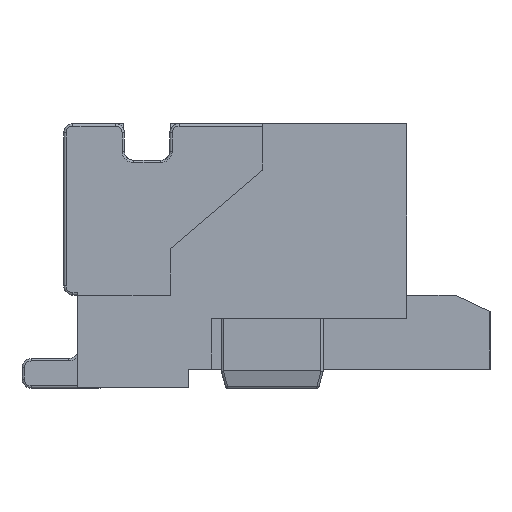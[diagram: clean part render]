
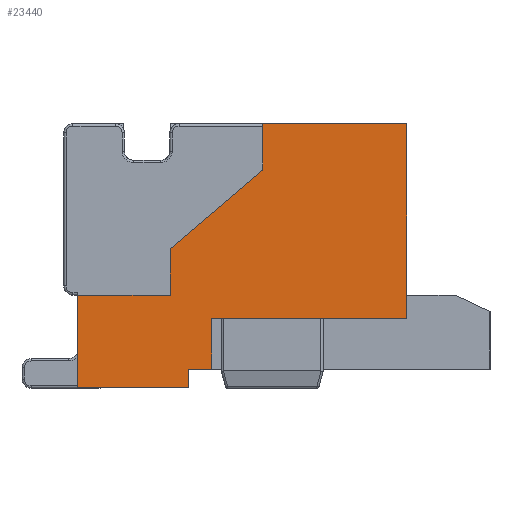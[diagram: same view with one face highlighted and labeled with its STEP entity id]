
A CAD part, left-side view. The second image highlights one B-rep face of the part: STEP entity #23440.
In plain terms, the highlighted planar face has unit normal (-1, 0, 0).
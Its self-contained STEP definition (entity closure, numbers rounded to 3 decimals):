
#174 = PLANE ( 'NONE',  #9687 ) ;
#1178 = VERTEX_POINT ( 'NONE', #17924 ) ;
#1986 = CARTESIAN_POINT ( 'NONE',  ( -15., 4.2, 5.7 ) ) ;
#3024 = VECTOR ( 'NONE', #31830, 1000. ) ;
#3563 = VERTEX_POINT ( 'NONE', #29928 ) ;
#4054 = CARTESIAN_POINT ( 'NONE',  ( -15., 1.3, 1.5 ) ) ;
#4113 = ORIENTED_EDGE ( 'NONE', *, *, #24766, .F. ) ;
#4347 = VERTEX_POINT ( 'NONE', #47334 ) ;
#4356 = ORIENTED_EDGE ( 'NONE', *, *, #7272, .F. ) ;
#5335 = EDGE_CURVE ( 'NONE', #38210, #1178, #41187, .T. ) ;
#5896 = VECTOR ( 'NONE', #15177, 1000. ) ;
#6437 = DIRECTION ( 'NONE',  ( 0., 0., -1. ) ) ;
#6772 = VECTOR ( 'NONE', #48505, 1000. ) ;
#7272 = EDGE_CURVE ( 'NONE', #31656, #4347, #37184, .T. ) ;
#7280 = LINE ( 'NONE', #48606, #42729 ) ;
#8850 = ORIENTED_EDGE ( 'NONE', *, *, #5335, .T. ) ;
#9181 = ORIENTED_EDGE ( 'NONE', *, *, #16745, .F. ) ;
#9656 = CARTESIAN_POINT ( 'NONE',  ( -15., 1.8, 0.4 ) ) ;
#9687 = AXIS2_PLACEMENT_3D ( 'NONE', #48399, #47922, #21874 ) ;
#10450 = CARTESIAN_POINT ( 'NONE',  ( -15., 4.2, 5.7 ) ) ;
#11191 = LINE ( 'NONE', #10450, #40074 ) ;
#11358 = CARTESIAN_POINT ( 'NONE',  ( -15., 1.8, 0.4 ) ) ;
#11659 = LINE ( 'NONE', #18832, #35150 ) ;
#14197 = DIRECTION ( 'NONE',  ( 0., -0.762, 0.648 ) ) ;
#14823 = VECTOR ( 'NONE', #18561, 1000. ) ;
#14900 = DIRECTION ( 'NONE',  ( 0., 0., 1. ) ) ;
#15177 = DIRECTION ( 'NONE',  ( 0., 0., -1. ) ) ;
#16745 = EDGE_CURVE ( 'NONE', #38210, #35486, #18876, .T. ) ;
#16756 = LINE ( 'NONE', #1986, #3024 ) ;
#17212 = EDGE_CURVE ( 'NONE', #17447, #18260, #31018, .T. ) ;
#17447 = VERTEX_POINT ( 'NONE', #46391 ) ;
#17580 = CARTESIAN_POINT ( 'NONE',  ( -15., 4.2, 2. ) ) ;
#17690 = EDGE_CURVE ( 'NONE', #3563, #27326, #11659, .T. ) ;
#17924 = CARTESIAN_POINT ( 'NONE',  ( -15., -2.9, 1.5 ) ) ;
#18260 = VERTEX_POINT ( 'NONE', #23133 ) ;
#18508 = CARTESIAN_POINT ( 'NONE',  ( -15., 4.2, 0. ) ) ;
#18561 = DIRECTION ( 'NONE',  ( 0., -1., 0. ) ) ;
#18832 = CARTESIAN_POINT ( 'NONE',  ( -15., 0.2, 5.7 ) ) ;
#18847 = ORIENTED_EDGE ( 'NONE', *, *, #43528, .T. ) ;
#18876 = LINE ( 'NONE', #33913, #5896 ) ;
#21331 = VECTOR ( 'NONE', #36108, 1000. ) ;
#21535 = ORIENTED_EDGE ( 'NONE', *, *, #26056, .T. ) ;
#21874 = DIRECTION ( 'NONE',  ( 0., 0., -1. ) ) ;
#23133 = CARTESIAN_POINT ( 'NONE',  ( -15., 2.2, 3. ) ) ;
#23440 = ADVANCED_FACE ( 'NONE', ( #36910 ), #174, .F. ) ;
#23616 = DIRECTION ( 'NONE',  ( 0., 0., 1. ) ) ;
#23672 = EDGE_CURVE ( 'NONE', #18260, #3563, #7280, .T. ) ;
#23781 = LINE ( 'NONE', #38562, #42725 ) ;
#24122 = VECTOR ( 'NONE', #23616, 1000. ) ;
#24766 = EDGE_CURVE ( 'NONE', #44230, #17447, #23781, .T. ) ;
#25209 = CARTESIAN_POINT ( 'NONE',  ( -15., 1.3, 1.5 ) ) ;
#26056 = EDGE_CURVE ( 'NONE', #30498, #4347, #36745, .T. ) ;
#26854 = CARTESIAN_POINT ( 'NONE',  ( -15., 2.2, 3. ) ) ;
#26998 = ORIENTED_EDGE ( 'NONE', *, *, #46018, .F. ) ;
#27166 = DIRECTION ( 'NONE',  ( 0., -1., 0. ) ) ;
#27326 = VERTEX_POINT ( 'NONE', #43652 ) ;
#28735 = CARTESIAN_POINT ( 'NONE',  ( -15., -2.9, 1.5 ) ) ;
#29364 = EDGE_LOOP ( 'NONE', ( #43194, #42350, #41138, #47259, #4113, #33617, #21535, #4356, #18847, #9181, #8850, #26998 ) ) ;
#29928 = CARTESIAN_POINT ( 'NONE',  ( -15., 0.2, 4.7 ) ) ;
#30498 = VERTEX_POINT ( 'NONE', #48683 ) ;
#31018 = LINE ( 'NONE', #26854, #24122 ) ;
#31656 = VERTEX_POINT ( 'NONE', #9656 ) ;
#31830 = DIRECTION ( 'NONE',  ( 0., 0., -1. ) ) ;
#32907 = VECTOR ( 'NONE', #27166, 1000. ) ;
#33385 = VERTEX_POINT ( 'NONE', #36838 ) ;
#33530 = CARTESIAN_POINT ( 'NONE',  ( -15., 1.8, 0. ) ) ;
#33617 = ORIENTED_EDGE ( 'NONE', *, *, #43654, .T. ) ;
#33913 = CARTESIAN_POINT ( 'NONE',  ( -15., 1.3, 1.5 ) ) ;
#35150 = VECTOR ( 'NONE', #14900, 1000. ) ;
#35486 = VERTEX_POINT ( 'NONE', #46435 ) ;
#36108 = DIRECTION ( 'NONE',  ( 0., 0., -1. ) ) ;
#36701 = VECTOR ( 'NONE', #6437, 1000. ) ;
#36745 = LINE ( 'NONE', #18508, #6772 ) ;
#36838 = CARTESIAN_POINT ( 'NONE',  ( -15., -2.9, 5.7 ) ) ;
#36910 = FACE_OUTER_BOUND ( 'NONE', #29364, .T. ) ;
#37184 = LINE ( 'NONE', #33530, #36701 ) ;
#37491 = LINE ( 'NONE', #11358, #32907 ) ;
#38210 = VERTEX_POINT ( 'NONE', #25209 ) ;
#38562 = CARTESIAN_POINT ( 'NONE',  ( -15., 2.2, 2. ) ) ;
#39807 = LINE ( 'NONE', #28735, #21331 ) ;
#40074 = VECTOR ( 'NONE', #40498, 1000. ) ;
#40498 = DIRECTION ( 'NONE',  ( 0., -1., 0. ) ) ;
#41138 = ORIENTED_EDGE ( 'NONE', *, *, #23672, .F. ) ;
#41187 = LINE ( 'NONE', #4054, #14823 ) ;
#42350 = ORIENTED_EDGE ( 'NONE', *, *, #17690, .F. ) ;
#42446 = DIRECTION ( 'NONE',  ( 0., -1., 0. ) ) ;
#42725 = VECTOR ( 'NONE', #42446, 1000. ) ;
#42729 = VECTOR ( 'NONE', #14197, 1000. ) ;
#43194 = ORIENTED_EDGE ( 'NONE', *, *, #45214, .F. ) ;
#43528 = EDGE_CURVE ( 'NONE', #31656, #35486, #37491, .T. ) ;
#43652 = CARTESIAN_POINT ( 'NONE',  ( -15., 0.2, 5.7 ) ) ;
#43654 = EDGE_CURVE ( 'NONE', #44230, #30498, #16756, .T. ) ;
#44230 = VERTEX_POINT ( 'NONE', #17580 ) ;
#45214 = EDGE_CURVE ( 'NONE', #27326, #33385, #11191, .T. ) ;
#46018 = EDGE_CURVE ( 'NONE', #33385, #1178, #39807, .T. ) ;
#46391 = CARTESIAN_POINT ( 'NONE',  ( -15., 2.2, 2. ) ) ;
#46435 = CARTESIAN_POINT ( 'NONE',  ( -15., 1.3, 0.4 ) ) ;
#47259 = ORIENTED_EDGE ( 'NONE', *, *, #17212, .F. ) ;
#47334 = CARTESIAN_POINT ( 'NONE',  ( -15., 1.8, 0. ) ) ;
#47922 = DIRECTION ( 'NONE',  ( 1., 0., 0. ) ) ;
#48399 = CARTESIAN_POINT ( 'NONE',  ( -15., 4.2, 5.7 ) ) ;
#48505 = DIRECTION ( 'NONE',  ( 0., -1., 0. ) ) ;
#48606 = CARTESIAN_POINT ( 'NONE',  ( -15., 0.2, 4.7 ) ) ;
#48683 = CARTESIAN_POINT ( 'NONE',  ( -15., 4.2, 0. ) ) ;
